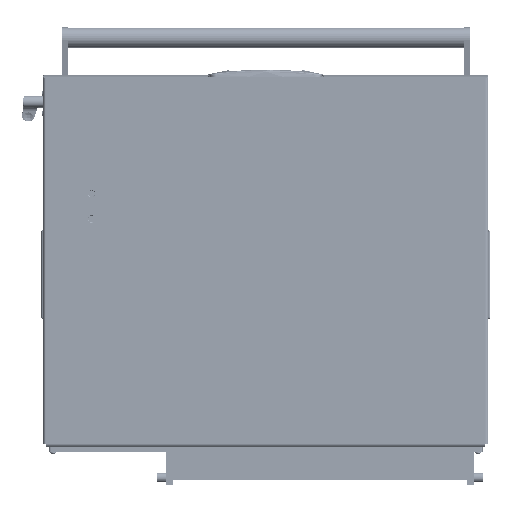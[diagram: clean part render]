
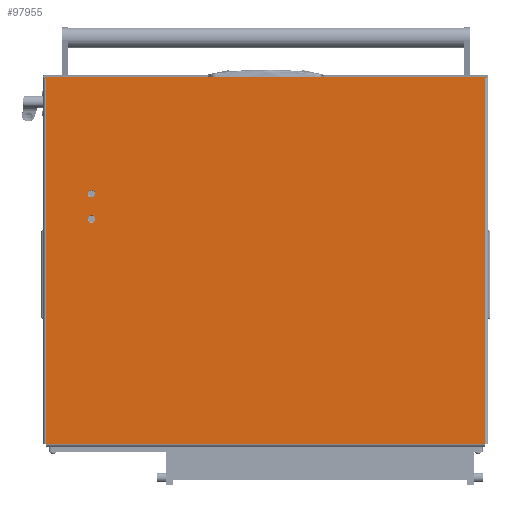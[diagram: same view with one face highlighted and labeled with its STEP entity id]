
A CAD part, front view. The second image highlights one B-rep face of the part: STEP entity #97955.
In plain terms, the highlighted face is planar.
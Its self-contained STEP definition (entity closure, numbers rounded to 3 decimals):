
#151 = CARTESIAN_POINT ( 'NONE',  ( 154.8, 545., 0. ) ) ;
#1221 = ORIENTED_EDGE ( 'NONE', *, *, #91532, .F. ) ;
#2124 = CARTESIAN_POINT ( 'NONE',  ( -2., -4., 0. ) ) ;
#2433 = AXIS2_PLACEMENT_3D ( 'NONE', #79177, #139454, #58236 ) ;
#6220 = DIRECTION ( 'NONE',  ( -1., 0., 0. ) ) ;
#6799 = VERTEX_POINT ( 'NONE', #129942 ) ;
#12711 = CARTESIAN_POINT ( 'NONE',  ( -2., 610., 0. ) ) ;
#14804 = DIRECTION ( 'NONE',  ( 0., 0., -1. ) ) ;
#15747 = ORIENTED_EDGE ( 'NONE', *, *, #47629, .F. ) ;
#17933 = EDGE_CURVE ( 'NONE', #59127, #31514, #138941, .T. ) ;
#19527 = EDGE_LOOP ( 'NONE', ( #86927, #41982 ) ) ;
#20833 = EDGE_LOOP ( 'NONE', ( #88122, #138654, #41877, #116125, #50985, #66907, #80238, #58818 ) ) ;
#21343 = VECTOR ( 'NONE', #61600, 1000. ) ;
#24193 = EDGE_CURVE ( 'NONE', #31514, #151196, #136235, .T. ) ;
#29930 = CARTESIAN_POINT ( 'NONE',  ( 0., -4., 0. ) ) ;
#30135 = EDGE_CURVE ( 'NONE', #52825, #41387, #147701, .T. ) ;
#31514 = VERTEX_POINT ( 'NONE', #125677 ) ;
#32577 = AXIS2_PLACEMENT_3D ( 'NONE', #81668, #70054, #128853 ) ;
#33900 = DIRECTION ( 'NONE',  ( 0., 1., 0. ) ) ;
#34189 = AXIS2_PLACEMENT_3D ( 'NONE', #120800, #14804, #6220 ) ;
#34515 = VECTOR ( 'NONE', #136969, 1000. ) ;
#35236 = VERTEX_POINT ( 'NONE', #12711 ) ;
#36396 = LINE ( 'NONE', #122224, #80934 ) ;
#36779 = LINE ( 'NONE', #152063, #46354 ) ;
#38005 = CARTESIAN_POINT ( 'NONE',  ( 0., 610., 0. ) ) ;
#41387 = VERTEX_POINT ( 'NONE', #86418 ) ;
#41410 = VECTOR ( 'NONE', #43250, 1000. ) ;
#41877 = ORIENTED_EDGE ( 'NONE', *, *, #55884, .T. ) ;
#41982 = ORIENTED_EDGE ( 'NONE', *, *, #95549, .F. ) ;
#43250 = DIRECTION ( 'NONE',  ( -1., 0., 0. ) ) ;
#46354 = VECTOR ( 'NONE', #69291, 1000. ) ;
#47629 = EDGE_CURVE ( 'NONE', #99684, #104564, #124035, .T. ) ;
#48318 = LINE ( 'NONE', #117930, #51743 ) ;
#50618 = CARTESIAN_POINT ( 'NONE',  ( 200.2, 545., 0. ) ) ;
#50766 = CARTESIAN_POINT ( 'NONE',  ( 0., 610., 0. ) ) ;
#50985 = ORIENTED_EDGE ( 'NONE', *, *, #94723, .F. ) ;
#51743 = VECTOR ( 'NONE', #59147, 1000. ) ;
#52696 = AXIS2_PLACEMENT_3D ( 'NONE', #117846, #108543, #142592 ) ;
#52825 = VERTEX_POINT ( 'NONE', #126149 ) ;
#55884 = EDGE_CURVE ( 'NONE', #109590, #35236, #60954, .T. ) ;
#57681 = FACE_BOUND ( 'NONE', #19527, .T. ) ;
#58236 = DIRECTION ( 'NONE',  ( -1., 0., 0. ) ) ;
#58332 = VERTEX_POINT ( 'NONE', #151 ) ;
#58818 = ORIENTED_EDGE ( 'NONE', *, *, #24193, .F. ) ;
#59127 = VERTEX_POINT ( 'NONE', #72333 ) ;
#59147 = DIRECTION ( 'NONE',  ( 0., -1., 0. ) ) ;
#60954 = LINE ( 'NONE', #2124, #94373 ) ;
#61600 = DIRECTION ( 'NONE',  ( 1., 0., 0. ) ) ;
#65178 = EDGE_CURVE ( 'NONE', #59127, #109590, #36779, .T. ) ;
#66468 = VECTOR ( 'NONE', #100321, 1000. ) ;
#66907 = ORIENTED_EDGE ( 'NONE', *, *, #30135, .F. ) ;
#69291 = DIRECTION ( 'NONE',  ( -1., 0., 0. ) ) ;
#70054 = DIRECTION ( 'NONE',  ( 0., 0., -1. ) ) ;
#72333 = CARTESIAN_POINT ( 'NONE',  ( 0., -2., 0. ) ) ;
#72454 = LINE ( 'NONE', #50766, #21343 ) ;
#72621 = CARTESIAN_POINT ( 'NONE',  ( 195., 545., 0. ) ) ;
#73363 = EDGE_LOOP ( 'NONE', ( #15747, #1221 ) ) ;
#77919 = VERTEX_POINT ( 'NONE', #38005 ) ;
#79122 = EDGE_CURVE ( 'NONE', #52825, #151196, #48318, .T. ) ;
#79177 = CARTESIAN_POINT ( 'NONE',  ( 195., 545., 0. ) ) ;
#79855 = CIRCLE ( 'NONE', #52696, 5.2 ) ;
#80238 = ORIENTED_EDGE ( 'NONE', *, *, #79122, .T. ) ;
#80934 = VECTOR ( 'NONE', #143912, 1000. ) ;
#81565 = CIRCLE ( 'NONE', #2433, 5.2 ) ;
#81668 = CARTESIAN_POINT ( 'NONE',  ( 0., 608., 0. ) ) ;
#81980 = AXIS2_PLACEMENT_3D ( 'NONE', #72621, #94339, #132177 ) ;
#86418 = CARTESIAN_POINT ( 'NONE',  ( 0., 608., 0. ) ) ;
#86927 = ORIENTED_EDGE ( 'NONE', *, *, #100735, .F. ) ;
#88122 = ORIENTED_EDGE ( 'NONE', *, *, #17933, .F. ) ;
#89832 = CARTESIAN_POINT ( 'NONE',  ( 0., 0., 0. ) ) ;
#91532 = EDGE_CURVE ( 'NONE', #104564, #99684, #81565, .T. ) ;
#94047 = PLANE ( 'NONE',  #32577 ) ;
#94339 = DIRECTION ( 'NONE',  ( 0., 0., -1. ) ) ;
#94373 = VECTOR ( 'NONE', #33900, 1000. ) ;
#94723 = EDGE_CURVE ( 'NONE', #41387, #77919, #36396, .T. ) ;
#95549 = EDGE_CURVE ( 'NONE', #6799, #58332, #152829, .T. ) ;
#97955 = ADVANCED_FACE ( 'NONE', ( #57681, #152038, #152825 ), #94047, .T. ) ;
#98981 = CARTESIAN_POINT ( 'NONE',  ( 506., 0., 0. ) ) ;
#99684 = VERTEX_POINT ( 'NONE', #151680 ) ;
#100321 = DIRECTION ( 'NONE',  ( 0., 1., 0. ) ) ;
#100735 = EDGE_CURVE ( 'NONE', #58332, #6799, #79855, .T. ) ;
#104564 = VERTEX_POINT ( 'NONE', #50618 ) ;
#108543 = DIRECTION ( 'NONE',  ( 0., 0., -1. ) ) ;
#109590 = VERTEX_POINT ( 'NONE', #117381 ) ;
#116125 = ORIENTED_EDGE ( 'NONE', *, *, #121465, .T. ) ;
#117381 = CARTESIAN_POINT ( 'NONE',  ( -2., -2., 0. ) ) ;
#117846 = CARTESIAN_POINT ( 'NONE',  ( 160., 545., 0. ) ) ;
#117930 = CARTESIAN_POINT ( 'NONE',  ( 506., 608., 0. ) ) ;
#120800 = CARTESIAN_POINT ( 'NONE',  ( 160., 545., 0. ) ) ;
#121465 = EDGE_CURVE ( 'NONE', #35236, #77919, #72454, .T. ) ;
#122224 = CARTESIAN_POINT ( 'NONE',  ( 0., -4., 0. ) ) ;
#124035 = CIRCLE ( 'NONE', #81980, 5.2 ) ;
#125677 = CARTESIAN_POINT ( 'NONE',  ( 0., 0., 0. ) ) ;
#126149 = CARTESIAN_POINT ( 'NONE',  ( 506., 608., 0. ) ) ;
#128853 = DIRECTION ( 'NONE',  ( -1., 0., 0. ) ) ;
#129942 = CARTESIAN_POINT ( 'NONE',  ( 165.2, 545., 0. ) ) ;
#132177 = DIRECTION ( 'NONE',  ( -1., 0., 0. ) ) ;
#136121 = CARTESIAN_POINT ( 'NONE',  ( 0., 608., 0. ) ) ;
#136235 = LINE ( 'NONE', #89832, #34515 ) ;
#136969 = DIRECTION ( 'NONE',  ( 1., 0., 0. ) ) ;
#138654 = ORIENTED_EDGE ( 'NONE', *, *, #65178, .T. ) ;
#138941 = LINE ( 'NONE', #29930, #66468 ) ;
#139454 = DIRECTION ( 'NONE',  ( 0., 0., -1. ) ) ;
#142592 = DIRECTION ( 'NONE',  ( -1., 0., 0. ) ) ;
#143912 = DIRECTION ( 'NONE',  ( 0., 1., 0. ) ) ;
#147701 = LINE ( 'NONE', #136121, #41410 ) ;
#151196 = VERTEX_POINT ( 'NONE', #98981 ) ;
#151680 = CARTESIAN_POINT ( 'NONE',  ( 189.8, 545., 0. ) ) ;
#152038 = FACE_BOUND ( 'NONE', #73363, .T. ) ;
#152063 = CARTESIAN_POINT ( 'NONE',  ( 0., -2., 0. ) ) ;
#152825 = FACE_OUTER_BOUND ( 'NONE', #20833, .T. ) ;
#152829 = CIRCLE ( 'NONE', #34189, 5.2 ) ;
